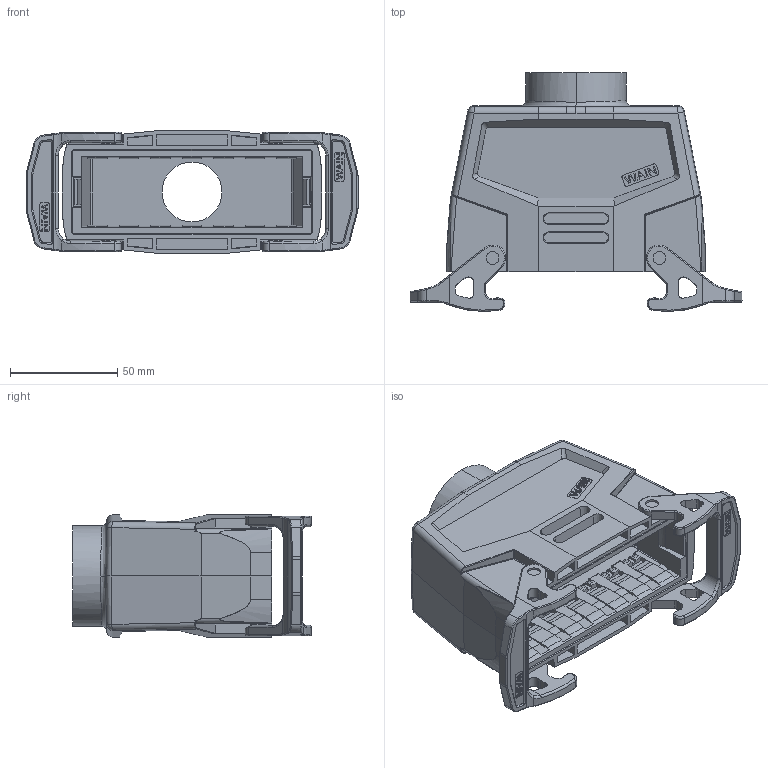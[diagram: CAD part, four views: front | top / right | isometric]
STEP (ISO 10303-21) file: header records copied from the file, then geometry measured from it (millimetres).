
FILE_DESCRIPTION(/* description */ (''),/* implementation_level */ '2;1');
FILE_NAME(/* name */ '3D_1290244471500_HM24B.P-TEH-2L-M32_V1.0.stp',/* time_stamp */ '2024-03-20T11:17:13+08:00',/* author */ (''),/* organization */ (''),/* preprocessor_version */ 'ST-DEVELOPER v18.1',/* originating_system */ 'SIEMENS PLM Software NX 1980',/* authorisation */ '');
FILE_SCHEMA (('AUTOMOTIVE_DESIGN { 1 0 10303 214 3 1 1 1 }'));
Length unit declared in the file: millimetre
Products named in the file (1): 3D_1290244401001_HM24B.P-TEH-2L-M40_V1.0_stp
Bounding box: 155 x 111.44 x 57 mm (x, y, z)
Volume: 181832.7 mm3; surface area: 82948.8 mm2
Topology: 1 solids, 1 shells, 1339 faces, 3617 edges, 2309 vertices
Faces by surface type: plane 737, cylinder 433, torus 102, bspline 35, cone 20, sphere 12
Entity records: 47406 total; most frequent: CARTESIAN_POINT 14637, ORIENTED_EDGE 7218, DIRECTION 6274, EDGE_CURVE 3609, VERTEX_POINT 2308, LINE 2296, VECTOR 2296, AXIS2_PLACEMENT_3D 1989
